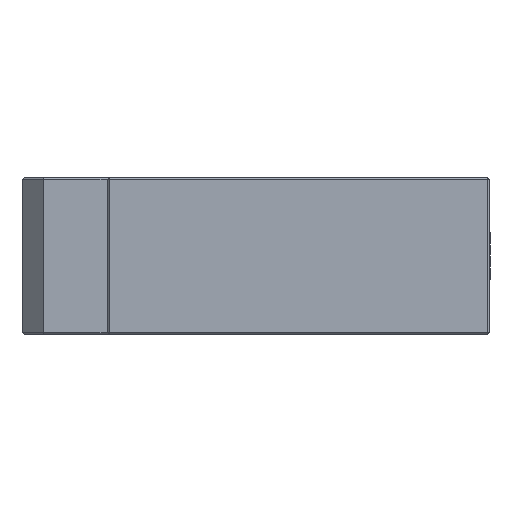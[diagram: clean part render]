
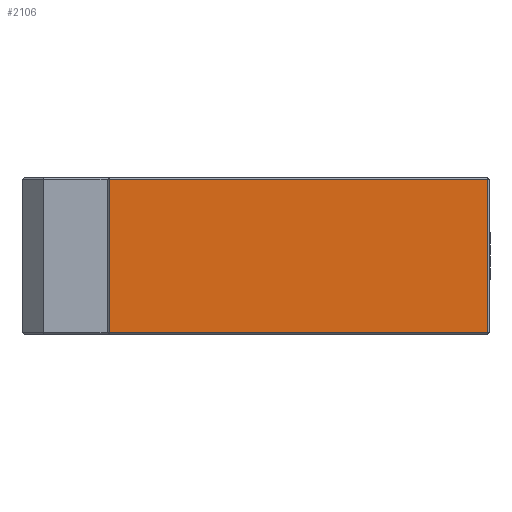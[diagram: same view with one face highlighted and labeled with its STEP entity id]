
A CAD part, left-side view. The second image highlights one B-rep face of the part: STEP entity #2106.
In plain terms, the highlighted planar face has unit normal (-1, 0, 0).
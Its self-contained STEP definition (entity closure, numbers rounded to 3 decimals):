
#215 = AXIS2_PLACEMENT_3D ( 'NONE', #1661, #1662, #1663 ) ;
#224 = FACE_OUTER_BOUND ( 'NONE', #501, .T. ) ;
#402 = LINE ( 'NONE', #403, #3904 ) ;
#403 = CARTESIAN_POINT ( 'NONE',  ( -80., -59.5, 18.5 ) ) ;
#404 = DIRECTION ( 'NONE',  ( 0., 0., 1. ) ) ;
#405 = LINE ( 'NONE', #406, #3860 ) ;
#406 = CARTESIAN_POINT ( 'NONE',  ( -80., 29.5, 18.5 ) ) ;
#407 = DIRECTION ( 'NONE',  ( 0., 0., -1. ) ) ;
#501 = EDGE_LOOP ( 'NONE', ( #2427, #2431, #2430, #2432 ) ) ;
#658 = LINE ( 'NONE', #659, #3772 ) ;
#659 = CARTESIAN_POINT ( 'NONE',  ( -80., 30., 18. ) ) ;
#660 = DIRECTION ( 'NONE',  ( 0., 1., 0. ) ) ;
#1654 = PLANE ( 'NONE',  #215 ) ;
#1661 = CARTESIAN_POINT ( 'NONE',  ( -80., 30., 18.5 ) ) ;
#1662 = DIRECTION ( 'NONE',  ( 1., 0., 0. ) ) ;
#1663 = DIRECTION ( 'NONE',  ( 0., 1., 0. ) ) ;
#1743 = EDGE_CURVE ( 'NONE', #2684, #2686, #2755, .T. ) ;
#1771 = EDGE_CURVE ( 'NONE', #2687, #2683, #658, .T. ) ;
#1815 = EDGE_CURVE ( 'NONE', #2686, #2687, #402, .T. ) ;
#1816 = EDGE_CURVE ( 'NONE', #2683, #2684, #405, .T. ) ;
#2106 = ADVANCED_FACE ( 'NONE', ( #224 ), #1654, .F. ) ;
#2314 = CARTESIAN_POINT ( 'NONE',  ( -80., 29.5, 18. ) ) ;
#2315 = CARTESIAN_POINT ( 'NONE',  ( -80., 29.5, -18. ) ) ;
#2317 = CARTESIAN_POINT ( 'NONE',  ( -80., -59.5, -18. ) ) ;
#2318 = CARTESIAN_POINT ( 'NONE',  ( -80., -59.5, 18. ) ) ;
#2427 = ORIENTED_EDGE ( 'NONE', *, *, #1816, .T. ) ;
#2430 = ORIENTED_EDGE ( 'NONE', *, *, #1815, .T. ) ;
#2431 = ORIENTED_EDGE ( 'NONE', *, *, #1743, .T. ) ;
#2432 = ORIENTED_EDGE ( 'NONE', *, *, #1771, .T. ) ;
#2683 = VERTEX_POINT ( 'NONE', #2314 ) ;
#2684 = VERTEX_POINT ( 'NONE', #2315 ) ;
#2686 = VERTEX_POINT ( 'NONE', #2317 ) ;
#2687 = VERTEX_POINT ( 'NONE', #2318 ) ;
#2755 = LINE ( 'NONE', #2756, #3732 ) ;
#2756 = CARTESIAN_POINT ( 'NONE',  ( -80., 30., -18. ) ) ;
#2757 = DIRECTION ( 'NONE',  ( 0., -1., 0. ) ) ;
#3732 = VECTOR ( 'NONE', #2757, 1000. ) ;
#3772 = VECTOR ( 'NONE', #660, 1000. ) ;
#3860 = VECTOR ( 'NONE', #407, 1000. ) ;
#3904 = VECTOR ( 'NONE', #404, 1000. ) ;
